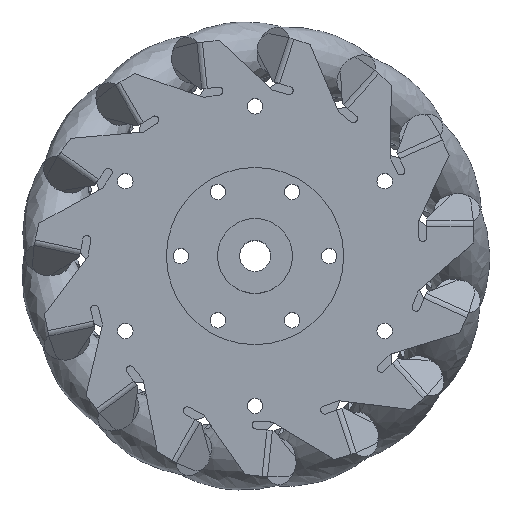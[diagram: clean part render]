
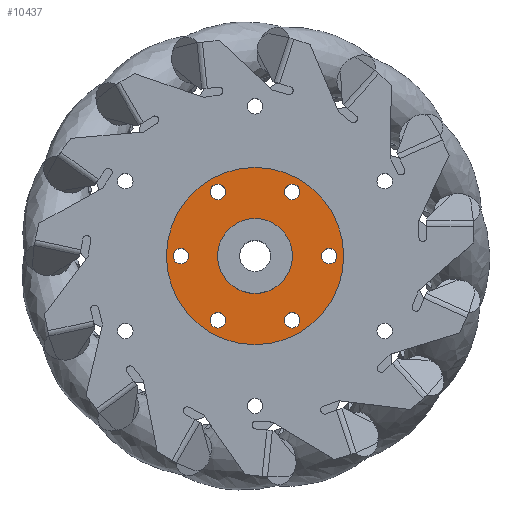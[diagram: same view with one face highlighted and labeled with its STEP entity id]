
A CAD part, top view. The second image highlights one B-rep face of the part: STEP entity #10437.
In plain terms, the highlighted planar face has unit normal (0, 0, 1).
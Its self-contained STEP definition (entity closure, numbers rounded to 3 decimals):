
#333=FACE_BOUND('',#1735,.T.);
#334=FACE_BOUND('',#1736,.T.);
#335=FACE_BOUND('',#1737,.T.);
#336=FACE_BOUND('',#1738,.T.);
#337=FACE_BOUND('',#1739,.T.);
#338=FACE_BOUND('',#1740,.T.);
#339=FACE_BOUND('',#1741,.T.);
#586=PLANE('',#11242);
#1083=FACE_OUTER_BOUND('',#1734,.T.);
#1734=EDGE_LOOP('',(#8615));
#1735=EDGE_LOOP('',(#8616));
#1736=EDGE_LOOP('',(#8617));
#1737=EDGE_LOOP('',(#8618));
#1738=EDGE_LOOP('',(#8619));
#1739=EDGE_LOOP('',(#8620));
#1740=EDGE_LOOP('',(#8621));
#1741=EDGE_LOOP('',(#8622));
#4378=CIRCLE('',#11216,2.5);
#4380=CIRCLE('',#11219,2.5);
#4382=CIRCLE('',#11222,2.5);
#4384=CIRCLE('',#11225,2.5);
#4386=CIRCLE('',#11228,2.5);
#4388=CIRCLE('',#11231,2.5);
#4390=CIRCLE('',#11234,12.);
#4393=CIRCLE('',#11240,28.4);
#5021=VERTEX_POINT('',#18734);
#5023=VERTEX_POINT('',#18740);
#5025=VERTEX_POINT('',#18746);
#5027=VERTEX_POINT('',#18752);
#5029=VERTEX_POINT('',#18758);
#5031=VERTEX_POINT('',#18764);
#5033=VERTEX_POINT('',#18770);
#5036=VERTEX_POINT('',#18781);
#6263=EDGE_CURVE('',#5021,#5021,#4378,.T.);
#6266=EDGE_CURVE('',#5023,#5023,#4380,.T.);
#6269=EDGE_CURVE('',#5025,#5025,#4382,.T.);
#6272=EDGE_CURVE('',#5027,#5027,#4384,.T.);
#6275=EDGE_CURVE('',#5029,#5029,#4386,.T.);
#6278=EDGE_CURVE('',#5031,#5031,#4388,.T.);
#6281=EDGE_CURVE('',#5033,#5033,#4390,.T.);
#6285=EDGE_CURVE('',#5036,#5036,#4393,.T.);
#8615=ORIENTED_EDGE('',*,*,#6285,.T.);
#8616=ORIENTED_EDGE('',*,*,#6263,.T.);
#8617=ORIENTED_EDGE('',*,*,#6266,.T.);
#8618=ORIENTED_EDGE('',*,*,#6269,.T.);
#8619=ORIENTED_EDGE('',*,*,#6272,.T.);
#8620=ORIENTED_EDGE('',*,*,#6275,.T.);
#8621=ORIENTED_EDGE('',*,*,#6278,.T.);
#8622=ORIENTED_EDGE('',*,*,#6281,.T.);
#10437=ADVANCED_FACE('',(#1083,#333,#334,#335,#336,#337,#338,#339),#586,
 .T.);
#11216=AXIS2_PLACEMENT_3D('',#18736,#13052,#13053);
#11219=AXIS2_PLACEMENT_3D('',#18742,#13059,#13060);
#11222=AXIS2_PLACEMENT_3D('',#18748,#13066,#13067);
#11225=AXIS2_PLACEMENT_3D('',#18754,#13073,#13074);
#11228=AXIS2_PLACEMENT_3D('',#18760,#13080,#13081);
#11231=AXIS2_PLACEMENT_3D('',#18766,#13087,#13088);
#11234=AXIS2_PLACEMENT_3D('',#18772,#13094,#13095);
#11240=AXIS2_PLACEMENT_3D('',#18782,#13107,#13108);
#11242=AXIS2_PLACEMENT_3D('',#18786,#13112,#13113);
#13052=DIRECTION('center_axis',(0.,0.,-1.));
#13053=DIRECTION('ref_axis',(1.,0.,0.));
#13059=DIRECTION('center_axis',(0.,0.,-1.));
#13060=DIRECTION('ref_axis',(1.,0.,0.));
#13066=DIRECTION('center_axis',(0.,0.,-1.));
#13067=DIRECTION('ref_axis',(1.,0.,0.));
#13073=DIRECTION('center_axis',(0.,0.,-1.));
#13074=DIRECTION('ref_axis',(1.,0.,0.));
#13080=DIRECTION('center_axis',(0.,0.,-1.));
#13081=DIRECTION('ref_axis',(1.,0.,0.));
#13087=DIRECTION('center_axis',(0.,0.,-1.));
#13088=DIRECTION('ref_axis',(1.,0.,0.));
#13094=DIRECTION('center_axis',(0.,0.,-1.));
#13095=DIRECTION('ref_axis',(-1.,0.,0.));
#13107=DIRECTION('center_axis',(0.,0.,1.));
#13108=DIRECTION('ref_axis',(-1.,0.,0.));
#13112=DIRECTION('center_axis',(0.,0.,1.));
#13113=DIRECTION('ref_axis',(-1.,0.,0.));
#18734=CARTESIAN_POINT('',(-26.25,0.,8.5));
#18736=CARTESIAN_POINT('Origin',(-23.75,0.,8.5));
#18740=CARTESIAN_POINT('',(21.25,0.,8.5));
#18742=CARTESIAN_POINT('Origin',(23.75,0.,8.5));
#18746=CARTESIAN_POINT('',(9.375,-20.568,8.5));
#18748=CARTESIAN_POINT('Origin',(11.875,-20.568,8.5));
#18752=CARTESIAN_POINT('',(-14.375,20.568,8.5));
#18754=CARTESIAN_POINT('Origin',(-11.875,20.568,8.5));
#18758=CARTESIAN_POINT('',(-14.375,-20.568,8.5));
#18760=CARTESIAN_POINT('Origin',(-11.875,-20.568,8.5));
#18764=CARTESIAN_POINT('',(9.375,20.568,8.5));
#18766=CARTESIAN_POINT('Origin',(11.875,20.568,8.5));
#18770=CARTESIAN_POINT('',(12.,0.,8.5));
#18772=CARTESIAN_POINT('Origin',(0.,0.,8.5));
#18781=CARTESIAN_POINT('',(28.4,0.,8.5));
#18782=CARTESIAN_POINT('Origin',(0.,0.,8.5));
#18786=CARTESIAN_POINT('Origin',(0.,0.,8.5));
